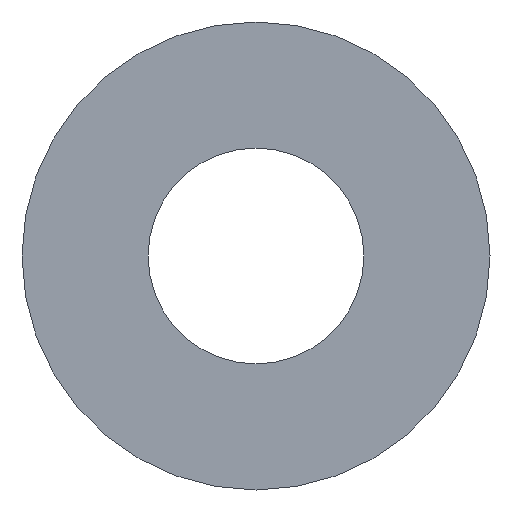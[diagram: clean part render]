
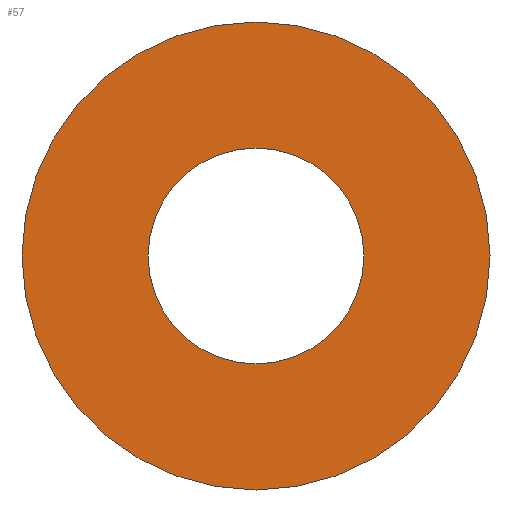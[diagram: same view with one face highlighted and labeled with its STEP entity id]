
A CAD part, front view. The second image highlights one B-rep face of the part: STEP entity #57.
In plain terms, the highlighted planar face has unit normal (0, -1, 0).
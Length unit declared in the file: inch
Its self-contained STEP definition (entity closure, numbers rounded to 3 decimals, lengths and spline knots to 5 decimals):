
#12 = DIRECTION ( 'NONE',  ( 0., 0., 1. ) ) ;
#13 = DIRECTION ( 'NONE',  ( 0., 1., 0. ) ) ;
#30 = EDGE_CURVE ( 'NONE', #67, #63, #139, .T. ) ;
#39 = VERTEX_POINT ( 'NONE', #124 ) ;
#40 = ORIENTED_EDGE ( 'NONE', *, *, #30, .T. ) ;
#48 = EDGE_CURVE ( 'NONE', #39, #49, #131, .T. ) ;
#49 = VERTEX_POINT ( 'NONE', #168 ) ;
#57 = ADVANCED_FACE ( 'NONE', ( #101, #96 ), #95, .F. ) ;
#58 = EDGE_LOOP ( 'NONE', ( #71, #73 ) ) ;
#62 = EDGE_CURVE ( 'NONE', #63, #67, #90, .T. ) ;
#63 = VERTEX_POINT ( 'NONE', #108 ) ;
#67 = VERTEX_POINT ( 'NONE', #88 ) ;
#71 = ORIENTED_EDGE ( 'NONE', *, *, #72, .F. ) ;
#72 = EDGE_CURVE ( 'NONE', #49, #39, #85, .T. ) ;
#73 = ORIENTED_EDGE ( 'NONE', *, *, #48, .F. ) ;
#74 = EDGE_LOOP ( 'NONE', ( #75, #40 ) ) ;
#75 = ORIENTED_EDGE ( 'NONE', *, *, #62, .T. ) ;
#77 = CARTESIAN_POINT ( 'NONE',  ( 0., 0., 0. ) ) ;
#78 = AXIS2_PLACEMENT_3D ( 'NONE', #77, #13, #12 ) ;
#85 = CIRCLE ( 'NONE', #78, 0.1875 ) ;
#88 = CARTESIAN_POINT ( 'NONE',  ( 0., 0., 0.0865 ) ) ;
#89 = CARTESIAN_POINT ( 'NONE',  ( 0., 0., 0. ) ) ;
#90 = CIRCLE ( 'NONE', #111, 0.0865 ) ;
#91 = DIRECTION ( 'NONE',  ( 0., 0., 1. ) ) ;
#92 = DIRECTION ( 'NONE',  ( 0., 1., 0. ) ) ;
#93 = CARTESIAN_POINT ( 'NONE',  ( 0., 0., 0. ) ) ;
#94 = AXIS2_PLACEMENT_3D ( 'NONE', #93, #92, #91 ) ;
#95 = PLANE ( 'NONE',  #94 ) ;
#96 = FACE_BOUND ( 'NONE', #74, .T. ) ;
#101 = FACE_OUTER_BOUND ( 'NONE', #58, .T. ) ;
#108 = CARTESIAN_POINT ( 'NONE',  ( 0., 0., -0.0865 ) ) ;
#109 = DIRECTION ( 'NONE',  ( 0., 0., 1. ) ) ;
#110 = DIRECTION ( 'NONE',  ( 0., 1., 0. ) ) ;
#111 = AXIS2_PLACEMENT_3D ( 'NONE', #89, #110, #109 ) ;
#124 = CARTESIAN_POINT ( 'NONE',  ( 0., 0., 0.1875 ) ) ;
#131 = CIRCLE ( 'NONE', #172, 0.1875 ) ;
#139 = CIRCLE ( 'NONE', #147, 0.0865 ) ;
#144 = DIRECTION ( 'NONE',  ( 0., 0., 1. ) ) ;
#145 = DIRECTION ( 'NONE',  ( 0., 1., 0. ) ) ;
#146 = CARTESIAN_POINT ( 'NONE',  ( 0., 0., 0. ) ) ;
#147 = AXIS2_PLACEMENT_3D ( 'NONE', #146, #145, #144 ) ;
#168 = CARTESIAN_POINT ( 'NONE',  ( 0., 0., -0.1875 ) ) ;
#169 = DIRECTION ( 'NONE',  ( 0., 0., 1. ) ) ;
#170 = DIRECTION ( 'NONE',  ( 0., 1., 0. ) ) ;
#171 = CARTESIAN_POINT ( 'NONE',  ( 0., 0., 0. ) ) ;
#172 = AXIS2_PLACEMENT_3D ( 'NONE', #171, #170, #169 ) ;
